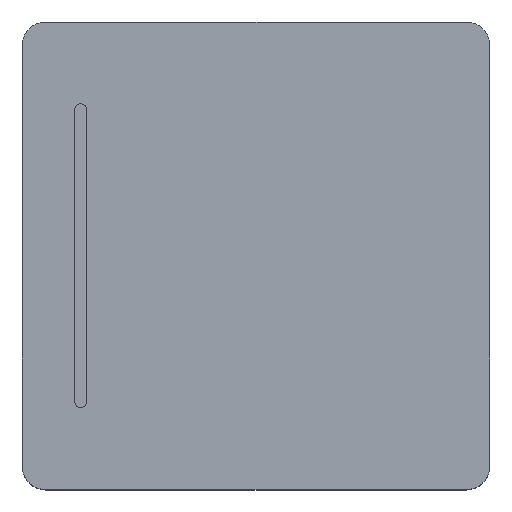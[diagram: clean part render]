
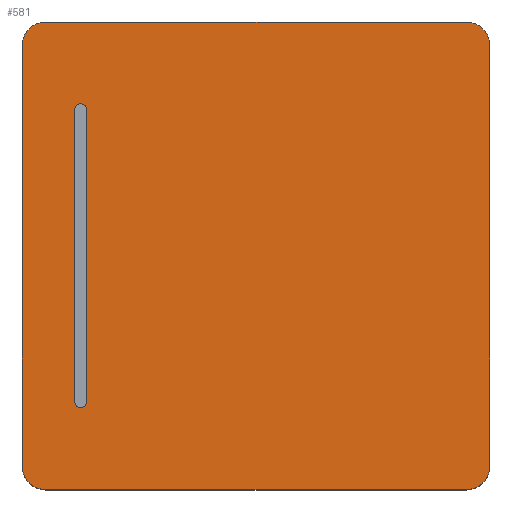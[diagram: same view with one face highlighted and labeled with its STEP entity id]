
A CAD part, top view. The second image highlights one B-rep face of the part: STEP entity #581.
In plain terms, the highlighted planar face has unit normal (0, 0, 1).
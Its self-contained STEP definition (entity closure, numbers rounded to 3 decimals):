
#1 = ORIENTED_EDGE ( 'NONE', *, *, #686, .T. ) ;
#3 = CIRCLE ( 'NONE', #530, 0.2 ) ;
#10 = EDGE_CURVE ( 'NONE', #259, #603, #840, .T. ) ;
#14 = ORIENTED_EDGE ( 'NONE', *, *, #981, .F. ) ;
#18 = DIRECTION ( 'NONE',  ( -1., 0., 0. ) ) ;
#21 = DIRECTION ( 'NONE',  ( 0., 0., 1. ) ) ;
#30 = DIRECTION ( 'NONE',  ( -1., 0., 0. ) ) ;
#43 = DIRECTION ( 'NONE',  ( -1., 0., 0. ) ) ;
#55 = DIRECTION ( 'NONE',  ( 0., 0., 1. ) ) ;
#67 = EDGE_CURVE ( 'NONE', #180, #259, #632, .T. ) ;
#91 = VERTEX_POINT ( 'NONE', #181 ) ;
#93 = ORIENTED_EDGE ( 'NONE', *, *, #391, .T. ) ;
#98 = EDGE_CURVE ( 'NONE', #443, #834, #828, .T. ) ;
#113 = CARTESIAN_POINT ( 'NONE',  ( -1.45, -1.25, 2.1 ) ) ;
#114 = AXIS2_PLACEMENT_3D ( 'NONE', #1079, #280, #725 ) ;
#115 = DIRECTION ( 'NONE',  ( 0., 0., 1. ) ) ;
#164 = CARTESIAN_POINT ( 'NONE',  ( -1.45, 1.25, 2.1 ) ) ;
#180 = VERTEX_POINT ( 'NONE', #463 ) ;
#181 = CARTESIAN_POINT ( 'NONE',  ( 2., 1.8, 2.1 ) ) ;
#185 = ORIENTED_EDGE ( 'NONE', *, *, #67, .T. ) ;
#186 = CARTESIAN_POINT ( 'NONE',  ( -1.8, -2., 2.1 ) ) ;
#187 = VECTOR ( 'NONE', #946, 1000. ) ;
#194 = CARTESIAN_POINT ( 'NONE',  ( -2., 1.8, 2.1 ) ) ;
#205 = DIRECTION ( 'NONE',  ( 0., 1., 0. ) ) ;
#207 = EDGE_CURVE ( 'NONE', #948, #443, #400, .T. ) ;
#225 = VERTEX_POINT ( 'NONE', #734 ) ;
#231 = CARTESIAN_POINT ( 'NONE',  ( -2., -1.8, 2.1 ) ) ;
#248 = AXIS2_PLACEMENT_3D ( 'NONE', #401, #837, #43 ) ;
#259 = VERTEX_POINT ( 'NONE', #231 ) ;
#274 = EDGE_LOOP ( 'NONE', ( #694, #14, #1040, #789 ) ) ;
#275 = FACE_BOUND ( 'NONE', #274, .T. ) ;
#276 = EDGE_CURVE ( 'NONE', #1015, #948, #330, .T. ) ;
#280 = DIRECTION ( 'NONE',  ( 0., 0., -1. ) ) ;
#310 = VECTOR ( 'NONE', #1129, 1000. ) ;
#311 = EDGE_CURVE ( 'NONE', #225, #775, #812, .T. ) ;
#318 = AXIS2_PLACEMENT_3D ( 'NONE', #321, #932, #940 ) ;
#321 = CARTESIAN_POINT ( 'NONE',  ( -1.5, -1.25, 2.1 ) ) ;
#329 = CARTESIAN_POINT ( 'NONE',  ( -1.45, -1.25, 2.1 ) ) ;
#330 = CIRCLE ( 'NONE', #318, 0.05 ) ;
#347 = DIRECTION ( 'NONE',  ( 0., -1., 0. ) ) ;
#385 = CARTESIAN_POINT ( 'NONE',  ( -1.8, 1.8, 2.1 ) ) ;
#391 = EDGE_CURVE ( 'NONE', #603, #225, #699, .T. ) ;
#400 = LINE ( 'NONE', #113, #430 ) ;
#401 = CARTESIAN_POINT ( 'NONE',  ( -1.8, -1.8, 2.1 ) ) ;
#423 = FACE_OUTER_BOUND ( 'NONE', #738, .T. ) ;
#430 = VECTOR ( 'NONE', #205, 1000. ) ;
#433 = CARTESIAN_POINT ( 'NONE',  ( 1.8, -1.8, 2.1 ) ) ;
#443 = VERTEX_POINT ( 'NONE', #164 ) ;
#463 = CARTESIAN_POINT ( 'NONE',  ( -2., 1.8, 2.1 ) ) ;
#469 = CARTESIAN_POINT ( 'NONE',  ( -1.5, 1.25, 2.1 ) ) ;
#471 = DIRECTION ( 'NONE',  ( 1., 0., 0. ) ) ;
#475 = CARTESIAN_POINT ( 'NONE',  ( -1.55, 1.25, 2.1 ) ) ;
#506 = CARTESIAN_POINT ( 'NONE',  ( -1.55, -1.25, 2.1 ) ) ;
#521 = ORIENTED_EDGE ( 'NONE', *, *, #311, .T. ) ;
#530 = AXIS2_PLACEMENT_3D ( 'NONE', #562, #21, #30 ) ;
#553 = DIRECTION ( 'NONE',  ( 0., 0., 1. ) ) ;
#562 = CARTESIAN_POINT ( 'NONE',  ( 1.8, 1.8, 2.1 ) ) ;
#575 = VECTOR ( 'NONE', #628, 1000. ) ;
#581 = ADVANCED_FACE ( 'NONE', ( #423, #275 ), #800, .F. ) ;
#596 = VECTOR ( 'NONE', #347, 1000. ) ;
#603 = VERTEX_POINT ( 'NONE', #186 ) ;
#608 = AXIS2_PLACEMENT_3D ( 'NONE', #385, #115, #18 ) ;
#628 = DIRECTION ( 'NONE',  ( 0., -1., 0. ) ) ;
#632 = LINE ( 'NONE', #194, #575 ) ;
#678 = DIRECTION ( 'NONE',  ( -1., 0., 0. ) ) ;
#685 = ORIENTED_EDGE ( 'NONE', *, *, #944, .T. ) ;
#686 = EDGE_CURVE ( 'NONE', #91, #951, #3, .T. ) ;
#694 = ORIENTED_EDGE ( 'NONE', *, *, #276, .F. ) ;
#699 = LINE ( 'NONE', #861, #187 ) ;
#724 = LINE ( 'NONE', #506, #596 ) ;
#725 = DIRECTION ( 'NONE',  ( -1., 0., 0. ) ) ;
#734 = CARTESIAN_POINT ( 'NONE',  ( 1.8, -2., 2.1 ) ) ;
#738 = EDGE_LOOP ( 'NONE', ( #521, #685, #1, #1067, #1136, #185, #778, #93 ) ) ;
#775 = VERTEX_POINT ( 'NONE', #995 ) ;
#778 = ORIENTED_EDGE ( 'NONE', *, *, #10, .T. ) ;
#789 = ORIENTED_EDGE ( 'NONE', *, *, #207, .F. ) ;
#800 = PLANE ( 'NONE',  #114 ) ;
#802 = EDGE_CURVE ( 'NONE', #1070, #180, #1121, .T. ) ;
#812 = CIRCLE ( 'NONE', #1107, 0.2 ) ;
#828 = CIRCLE ( 'NONE', #899, 0.05 ) ;
#834 = VERTEX_POINT ( 'NONE', #475 ) ;
#837 = DIRECTION ( 'NONE',  ( 0., 0., 1. ) ) ;
#840 = CIRCLE ( 'NONE', #248, 0.2 ) ;
#861 = CARTESIAN_POINT ( 'NONE',  ( -1.8, -2., 2.1 ) ) ;
#881 = CARTESIAN_POINT ( 'NONE',  ( -1.8, 2., 2.1 ) ) ;
#889 = LINE ( 'NONE', #1137, #310 ) ;
#899 = AXIS2_PLACEMENT_3D ( 'NONE', #469, #553, #471 ) ;
#932 = DIRECTION ( 'NONE',  ( 0., 0., 1. ) ) ;
#940 = DIRECTION ( 'NONE',  ( 1., 0., 0. ) ) ;
#944 = EDGE_CURVE ( 'NONE', #775, #91, #1013, .T. ) ;
#945 = CARTESIAN_POINT ( 'NONE',  ( 2., 1.8, 2.1 ) ) ;
#946 = DIRECTION ( 'NONE',  ( 1., 0., 0. ) ) ;
#948 = VERTEX_POINT ( 'NONE', #329 ) ;
#951 = VERTEX_POINT ( 'NONE', #957 ) ;
#957 = CARTESIAN_POINT ( 'NONE',  ( 1.8, 2., 2.1 ) ) ;
#973 = VECTOR ( 'NONE', #1011, 1000. ) ;
#981 = EDGE_CURVE ( 'NONE', #834, #1015, #724, .T. ) ;
#995 = CARTESIAN_POINT ( 'NONE',  ( 2., -1.8, 2.1 ) ) ;
#1011 = DIRECTION ( 'NONE',  ( 0., 1., 0. ) ) ;
#1013 = LINE ( 'NONE', #945, #973 ) ;
#1015 = VERTEX_POINT ( 'NONE', #1127 ) ;
#1040 = ORIENTED_EDGE ( 'NONE', *, *, #98, .F. ) ;
#1067 = ORIENTED_EDGE ( 'NONE', *, *, #1116, .T. ) ;
#1070 = VERTEX_POINT ( 'NONE', #881 ) ;
#1079 = CARTESIAN_POINT ( 'NONE',  ( 1.8, -1.8, 2.1 ) ) ;
#1107 = AXIS2_PLACEMENT_3D ( 'NONE', #433, #55, #678 ) ;
#1116 = EDGE_CURVE ( 'NONE', #951, #1070, #889, .T. ) ;
#1121 = CIRCLE ( 'NONE', #608, 0.2 ) ;
#1127 = CARTESIAN_POINT ( 'NONE',  ( -1.55, -1.25, 2.1 ) ) ;
#1129 = DIRECTION ( 'NONE',  ( -1., 0., 0. ) ) ;
#1136 = ORIENTED_EDGE ( 'NONE', *, *, #802, .T. ) ;
#1137 = CARTESIAN_POINT ( 'NONE',  ( -1.8, 2., 2.1 ) ) ;
